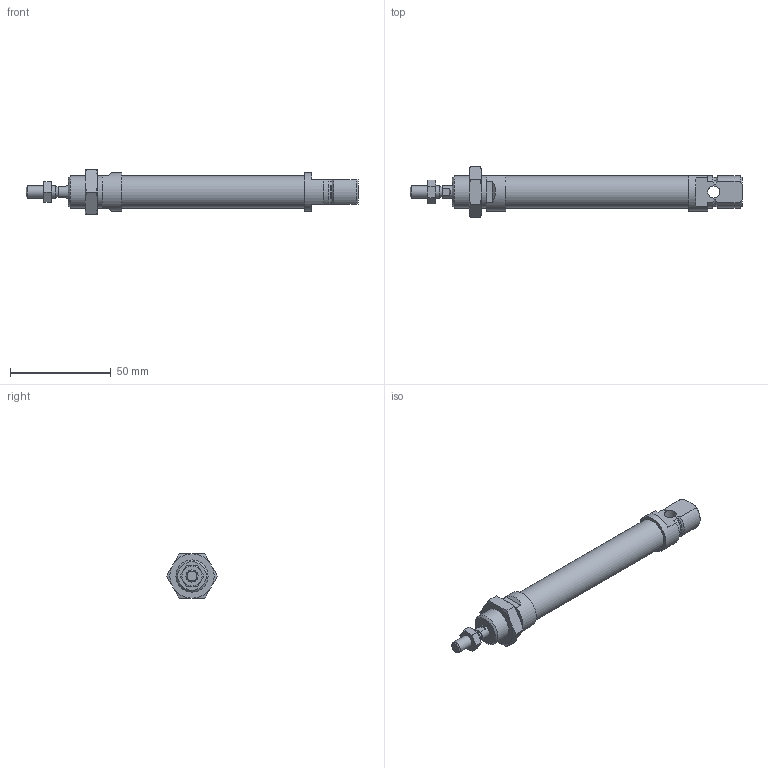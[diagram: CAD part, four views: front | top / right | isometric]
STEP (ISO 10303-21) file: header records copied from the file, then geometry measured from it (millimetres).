
FILE_DESCRIPTION(/* description */ ('STEP AP214'),/* implementation_level */ '2;1');
FILE_NAME(/* name */ '1260.12.60.M(0)',/* time_stamp */ '2022-09-07T14:15:44+02:00',/* author */ ('License CC BY-ND 4.0'),/* organization */ ('CADENAS'),/* preprocessor_version */ 'ST-DEVELOPER v18.102',/* originating_system */ 'PARTsolutions',/* authorisation */ ' ');
FILE_SCHEMA (('AUTOMOTIVE_DESIGN {1 0 10303 214 3 1 1}'));
Length unit declared in the file: millimetre
Products named in the file (7): 1260.12.60.M(0); n_iso_6432_12; rod_iso_6432_12060M60; rh_iso_6432_120; 1200.12.05; fh_iso_6432_120; barrel_iso_6432_12060M60
Assembly tree (6 placements, depth 2):
  1260.12.60.M(0)
    n_iso_6432_12
    rod_iso_6432_12060M60
    rh_iso_6432_120
    1200.12.05
    fh_iso_6432_120
    barrel_iso_6432_12060M60
Bounding box: 165 x 25.4 x 22 mm (x, y, z)
Volume: 26030.4 mm3; surface area: 17621 mm2
Topology: 6 solids, 6 shells, 113 faces, 248 edges, 151 vertices
Faces by surface type: plane 50, cone 40, cylinder 23
Full cylindrical faces by diameter (mm): 4.134 x2, 4.917 x1, 5 x1, 6 x4, 12 x2, 14.3 x1, 14.376 x1, 16 x3
Entity records: 3190 total; most frequent: CARTESIAN_POINT 670, DIRECTION 496, ORIENTED_EDGE 442, EDGE_CURVE 221, AXIS2_PLACEMENT_3D 215, EDGE_LOOP 152, FACE_BOUND 152, VERTEX_POINT 149
